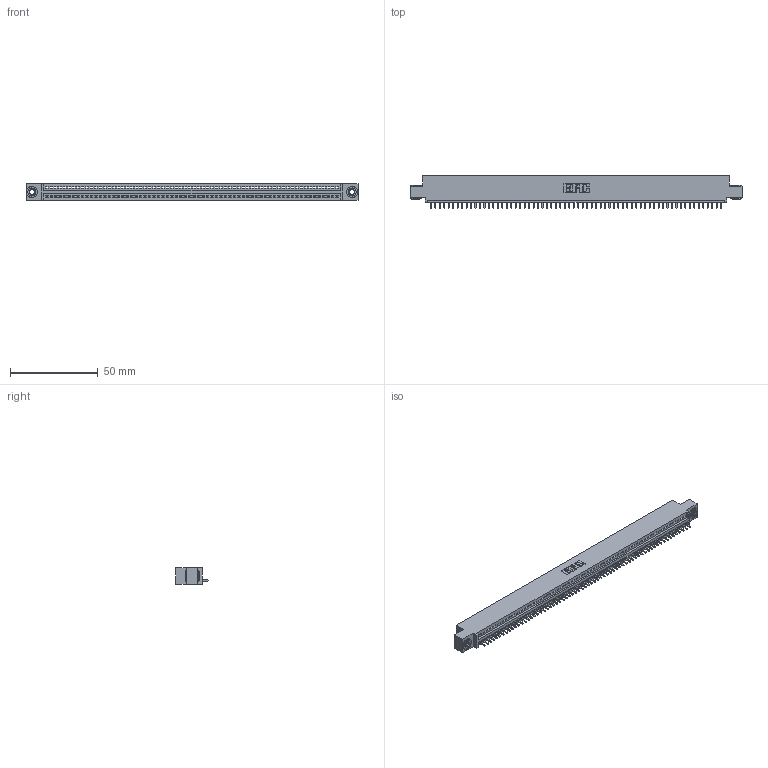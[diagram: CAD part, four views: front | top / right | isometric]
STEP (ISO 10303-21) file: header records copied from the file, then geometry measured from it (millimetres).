
FILE_DESCRIPTION (( 'STEP AP203' ), '1' );
FILE_NAME ('395-066-521-403.STEP', '2019-10-25T07:24:43', ( '' ), ( '' ), 'SwSTEP 2.0', 'SolidWorks 2016', '' );
FILE_SCHEMA (( 'CONFIG_CONTROL_DESIGN' ));
Length unit declared in the file: inch
Products named in the file (4): 395-066-521-403; 345-292-001_345-293-121; 345 Part_0.110 Offset - 0.156 Dia-TH; 345-250-002_345-250-002-102
Assembly tree (69 placements, depth 2):
  395-066-521-403
    345 Part_0.110 Offset - 0.156 Dia-TH
    345-292-001_345-293-121  x66
    345-250-002_345-250-002-102  x2
Bounding box: 188.85 x 18.72 x 9.4 mm (x, y, z)
Volume: 17891.9 mm3; surface area: 23664.9 mm2
Topology: 69 solids, 69 shells, 3996 faces, 12045 edges, 7938 vertices
Faces by surface type: plane 2734, cylinder 1254, cone 8
Entity records: 47242 total; most frequent: CARTESIAN_POINT 8161, ORIENTED_EDGE 8154, DIRECTION 7123, EDGE_CURVE 4077, VECTOR 3657, LINE 3657, VERTEX_POINT 2714, AXIS2_PLACEMENT_3D 1733
